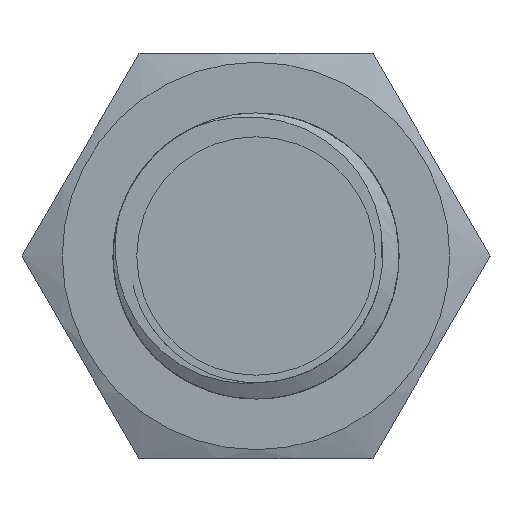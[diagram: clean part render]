
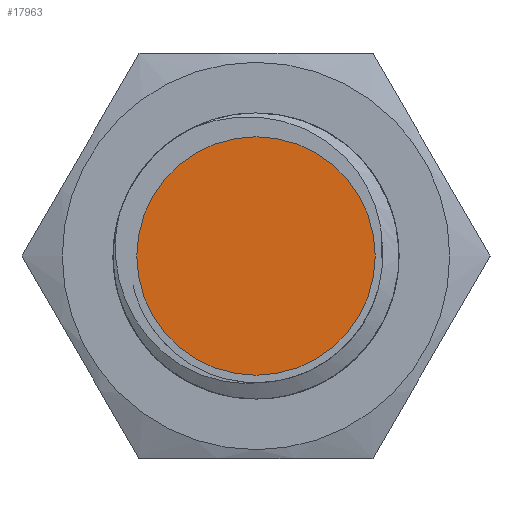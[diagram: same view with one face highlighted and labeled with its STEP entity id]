
A CAD part, left-side view. The second image highlights one B-rep face of the part: STEP entity #17963.
In plain terms, the highlighted planar face has unit normal (-1, 0, 0).
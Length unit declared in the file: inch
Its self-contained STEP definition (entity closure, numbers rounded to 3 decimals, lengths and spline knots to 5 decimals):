
#928 = CARTESIAN_POINT ( 'NONE',  ( 28.11078, 0., -4.7941 ) ) ;
#1781 = AXIS2_PLACEMENT_3D ( 'NONE', #928, #4282, #20444 ) ;
#4282 = DIRECTION ( 'NONE',  ( 1., 0., 0. ) ) ;
#4341 = EDGE_CURVE ( 'NONE', #7211, #9551, #20731, .T. ) ;
#4510 = CIRCLE ( 'NONE', #12007, 0.19685 ) ;
#5351 = FACE_OUTER_BOUND ( 'NONE', #16893, .T. ) ;
#7205 = PLANE ( 'NONE',  #16811 ) ;
#7211 = VERTEX_POINT ( 'NONE', #9248 ) ;
#7306 = DIRECTION ( 'NONE',  ( -1., 0., 0. ) ) ;
#7531 = DIRECTION ( 'NONE',  ( 0., 0., 1. ) ) ;
#8999 = ORIENTED_EDGE ( 'NONE', *, *, #4341, .F. ) ;
#9248 = CARTESIAN_POINT ( 'NONE',  ( 28.11078, 0., -4.59725 ) ) ;
#9349 = CARTESIAN_POINT ( 'NONE',  ( 28.11078, 0., -4.7941 ) ) ;
#9551 = VERTEX_POINT ( 'NONE', #15154 ) ;
#10045 = DIRECTION ( 'NONE',  ( 1., 0., 0. ) ) ;
#12007 = AXIS2_PLACEMENT_3D ( 'NONE', #13268, #10045, #17006 ) ;
#13268 = CARTESIAN_POINT ( 'NONE',  ( 28.11078, 0., -4.7941 ) ) ;
#15154 = CARTESIAN_POINT ( 'NONE',  ( 28.11078, 0., -4.99095 ) ) ;
#16811 = AXIS2_PLACEMENT_3D ( 'NONE', #9349, #7306, #7531 ) ;
#16893 = EDGE_LOOP ( 'NONE', ( #8999, #19374 ) ) ;
#17006 = DIRECTION ( 'NONE',  ( 0., 0., 1. ) ) ;
#17963 = ADVANCED_FACE ( 'NONE', ( #5351 ), #7205, .T. ) ;
#19374 = ORIENTED_EDGE ( 'NONE', *, *, #20321, .F. ) ;
#20321 = EDGE_CURVE ( 'NONE', #9551, #7211, #4510, .T. ) ;
#20444 = DIRECTION ( 'NONE',  ( 0., 0., 1. ) ) ;
#20731 = CIRCLE ( 'NONE', #1781, 0.19685 ) ;
